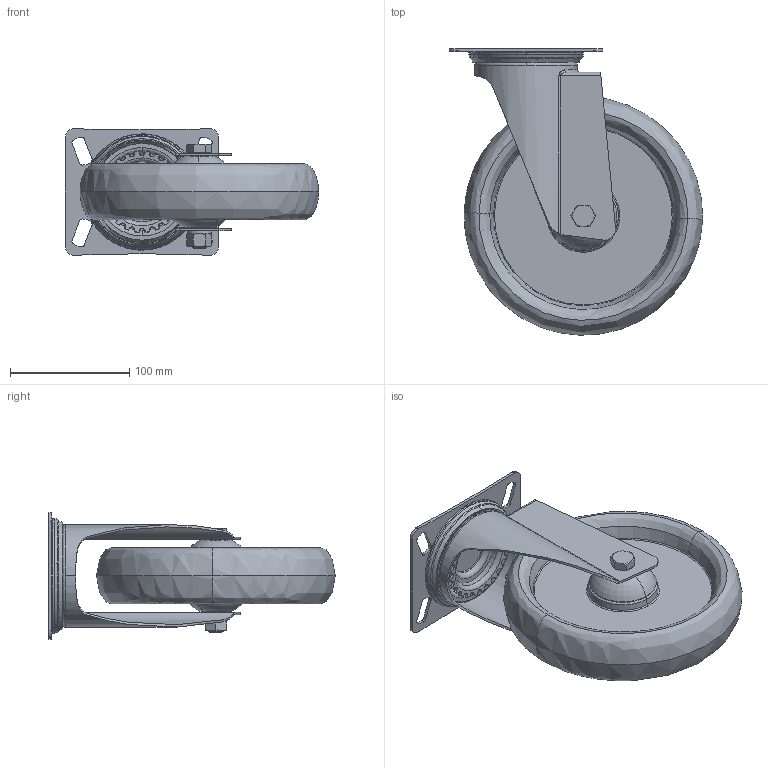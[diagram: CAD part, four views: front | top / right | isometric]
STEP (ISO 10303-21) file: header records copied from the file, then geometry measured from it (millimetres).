
FILE_DESCRIPTION (( 'STEP AP214' ), '1' );
FILE_NAME ('0027476.step', '2021-05-10T10:10:07', ( 'Windows-Benutzer' ), ( '' ), 'SwSTEP 2.0', 'SolidWorks 2020', '' );
FILE_SCHEMA (( 'AUTOMOTIVE_DESIGN' ));
Length unit declared in the file: millimetre
Products named in the file (1): 0027476
Bounding box: 212.21 x 239.96 x 106 mm (x, y, z)
Volume: 886040 mm3; surface area: 292040.6 mm2
Topology: 11 solids, 11 shells, 435 faces, 1041 edges, 650 vertices
Faces by surface type: bspline 145, cylinder 103, plane 93, cone 60, torus 34
Entity records: 32926 total; most frequent: CARTESIAN_POINT 18754, ORIENTED_EDGE 2082, DIRECTION 1729, EDGE_CURVE 1041, AXIS2_PLACEMENT_3D 737, VERTEX_POINT 650, EDGE_LOOP 485, UNCERTAINTY_MEASURE_WITH_UNIT 448
